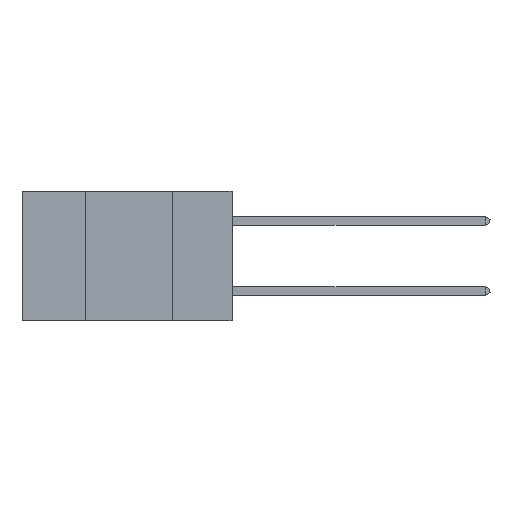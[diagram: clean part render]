
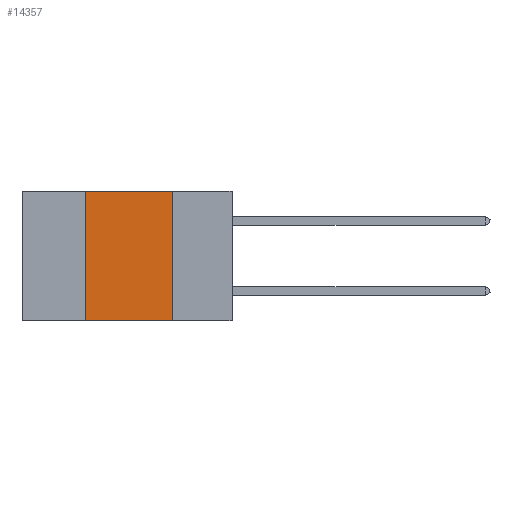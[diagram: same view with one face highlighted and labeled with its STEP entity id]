
A CAD part, left-side view. The second image highlights one B-rep face of the part: STEP entity #14357.
In plain terms, the highlighted planar face has unit normal (-1, 0, 0).
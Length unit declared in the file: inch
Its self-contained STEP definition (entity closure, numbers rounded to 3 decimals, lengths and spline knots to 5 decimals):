
#584 = ORIENTED_EDGE ( 'NONE', *, *, #13840, .F. ) ;
#877 = VERTEX_POINT ( 'NONE', #21944 ) ;
#1457 = CARTESIAN_POINT ( 'NONE',  ( 0., 0.17, 0. ) ) ;
#9100 = VERTEX_POINT ( 'NONE', #23265 ) ;
#10782 = CARTESIAN_POINT ( 'NONE',  ( 0., 0.6, 0. ) ) ;
#11725 = CARTESIAN_POINT ( 'NONE',  ( 0., 0.42, 0. ) ) ;
#13173 = LINE ( 'NONE', #1457, #25785 ) ;
#13840 = EDGE_CURVE ( 'NONE', #9100, #31921, #13173, .T. ) ;
#14357 = ADVANCED_FACE ( 'NONE', ( #16198 ), #24651, .F. ) ;
#15383 = EDGE_LOOP ( 'NONE', ( #584, #28903, #31829, #30179 ) ) ;
#15511 = DIRECTION ( 'NONE',  ( 0., 0., -1. ) ) ;
#16198 = FACE_OUTER_BOUND ( 'NONE', #15383, .T. ) ;
#17342 = VECTOR ( 'NONE', #20378, 39.37008 ) ;
#17614 = CARTESIAN_POINT ( 'NONE',  ( 0., 0.6, -0.37 ) ) ;
#17728 = DIRECTION ( 'NONE',  ( 1., 0., 0. ) ) ;
#18583 = EDGE_CURVE ( 'NONE', #877, #31921, #33139, .T. ) ;
#20146 = DIRECTION ( 'NONE',  ( 0., 0., -1. ) ) ;
#20364 = AXIS2_PLACEMENT_3D ( 'NONE', #10782, #17728, #20146 ) ;
#20378 = DIRECTION ( 'NONE',  ( 0., 0., 1. ) ) ;
#21480 = LINE ( 'NONE', #24460, #34058 ) ;
#21762 = CARTESIAN_POINT ( 'NONE',  ( 0., 0.17, -0.37 ) ) ;
#21944 = CARTESIAN_POINT ( 'NONE',  ( 0., 0.42, -0.37 ) ) ;
#22978 = LINE ( 'NONE', #11725, #17342 ) ;
#23265 = CARTESIAN_POINT ( 'NONE',  ( 0., 0.17, 0. ) ) ;
#23444 = VERTEX_POINT ( 'NONE', #29157 ) ;
#24460 = CARTESIAN_POINT ( 'NONE',  ( 0., 0.6, 0. ) ) ;
#24651 = PLANE ( 'NONE',  #20364 ) ;
#24871 = VECTOR ( 'NONE', #25468, 39.37008 ) ;
#25468 = DIRECTION ( 'NONE',  ( 0., -1., 0. ) ) ;
#25785 = VECTOR ( 'NONE', #15511, 39.37008 ) ;
#28903 = ORIENTED_EDGE ( 'NONE', *, *, #29524, .F. ) ;
#29157 = CARTESIAN_POINT ( 'NONE',  ( 0., 0.42, 0. ) ) ;
#29524 = EDGE_CURVE ( 'NONE', #23444, #9100, #21480, .T. ) ;
#30069 = DIRECTION ( 'NONE',  ( 0., -1., 0. ) ) ;
#30179 = ORIENTED_EDGE ( 'NONE', *, *, #18583, .T. ) ;
#31829 = ORIENTED_EDGE ( 'NONE', *, *, #35284, .F. ) ;
#31921 = VERTEX_POINT ( 'NONE', #21762 ) ;
#33139 = LINE ( 'NONE', #17614, #24871 ) ;
#34058 = VECTOR ( 'NONE', #30069, 39.37008 ) ;
#35284 = EDGE_CURVE ( 'NONE', #877, #23444, #22978, .T. ) ;
